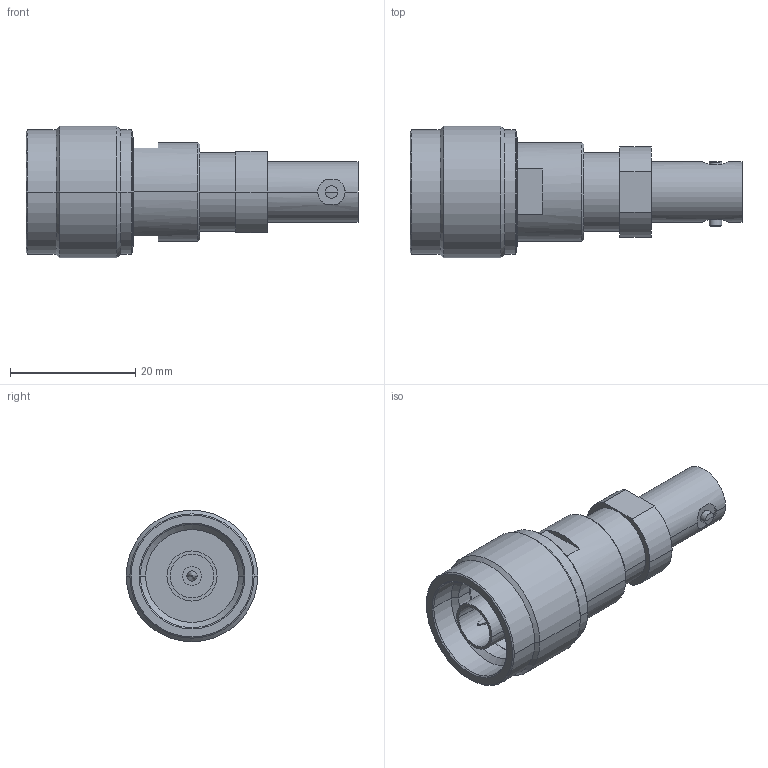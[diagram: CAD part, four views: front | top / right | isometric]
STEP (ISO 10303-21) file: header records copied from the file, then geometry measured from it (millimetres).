
FILE_DESCRIPTION (( 'STEP AP214' ), '1' );
FILE_NAME ('SD8280_3D.STEP', '2022-01-26T18:00:26', ( '' ), ( '' ), 'SwSTEP 2.0', 'SolidWorks 2021', '' );
FILE_SCHEMA (( 'AUTOMOTIVE_DESIGN' ));
Length unit declared in the file: millimetre
Products named in the file (1): SD8280_3D
Bounding box: 53 x 21 x 21 mm (x, y, z)
Volume: 7696 mm3; surface area: 4714.3 mm2
Topology: 1 solids, 1 shells, 100 faces, 216 edges, 132 vertices
Faces by surface type: cylinder 45, cone 27, plane 22, torus 4, sphere 2
Entity records: 2989 total; most frequent: CARTESIAN_POINT 705, DIRECTION 519, ORIENTED_EDGE 432, AXIS2_PLACEMENT_3D 216, EDGE_CURVE 216, VERTEX_POINT 132, CIRCLE 115, EDGE_LOOP 114
